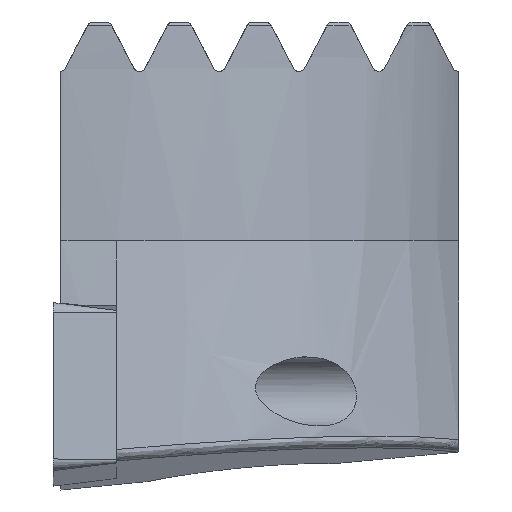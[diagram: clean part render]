
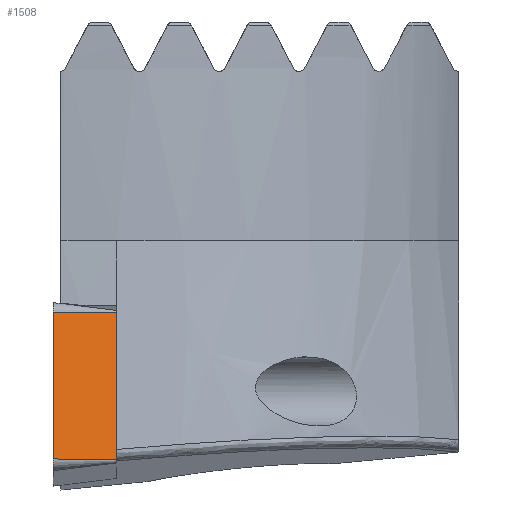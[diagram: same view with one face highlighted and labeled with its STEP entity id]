
A CAD part, left-side view. The second image highlights one B-rep face of the part: STEP entity #1508.
In plain terms, the highlighted planar face has unit normal (-0.987, -0.122, 0.104).
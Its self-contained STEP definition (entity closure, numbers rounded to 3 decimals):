
#1406=VERTEX_POINT('NONE',#3823);
#1508=ADVANCED_FACE('NONE',(#3936),#3937,.T.);
#1540=VERTEX_POINT('NONE',#3970);
#2084=EDGE_CURVE('NONE',#3080,#1406,#4570,.T.);
#2134=EDGE_CURVE('NONE',#1540,#2826,#4623,.T.);
#2532=EDGE_CURVE('NONE',#1406,#2826,#5059,.T.);
#2826=VERTEX_POINT('NONE',#5372);
#3030=EDGE_CURVE('NONE',#1540,#3080,#5593,.T.);
#3080=VERTEX_POINT('NONE',#5649);
#3823=CARTESIAN_POINT('',(0.004,0.,2.044));
#3936=FACE_OUTER_BOUND('',#7062,.T.);
#3937=PLANE('',#7063);
#3970=CARTESIAN_POINT('',(1.746,-4.76,13.022));
#4570=LINE('',#8359,#8360);
#4623=LINE('',#8440,#8441);
#5059=LINE('',#10179,#10180);
#5372=CARTESIAN_POINT('',(1.165,0.,13.083));
#5593=LINE('',#11659,#11660);
#5649=CARTESIAN_POINT('',(0.586,-4.76,1.983));
#7062=EDGE_LOOP('',(#13880,#13881,#13882,#13883));
#7063=AXIS2_PLACEMENT_3D('',#13884,#13885,#13886);
#8359=CARTESIAN_POINT('',(0.004,0.,2.044));
#8360=VECTOR('',#14583,1000.0);
#8440=CARTESIAN_POINT('',(1.165,0.,13.083));
#8441=VECTOR('',#14636,1000.0);
#10179=CARTESIAN_POINT('',(0.004,0.,2.044));
#10180=VECTOR('',#15072,1000.0);
#11659=CARTESIAN_POINT('',(0.586,-4.76,1.983));
#11660=VECTOR('',#15557,1000.0);
#13880=ORIENTED_EDGE('',*,*,#3030,.F.);
#13881=ORIENTED_EDGE('',*,*,#2134,.T.);
#13882=ORIENTED_EDGE('',*,*,#2532,.F.);
#13883=ORIENTED_EDGE('',*,*,#2084,.F.);
#13884=CARTESIAN_POINT('',(0.004,0.,2.044));
#13885=DIRECTION('',(-0.987,-0.122,0.104));
#13886=DIRECTION('',(-0.105,0.,-0.995));
#14583=DIRECTION('',(-0.121,0.993,0.013));
#14636=DIRECTION('',(-0.121,0.993,0.013));
#15072=DIRECTION('',(0.105,0.,0.995));
#15557=DIRECTION('',(-0.105,0.,-0.995));
